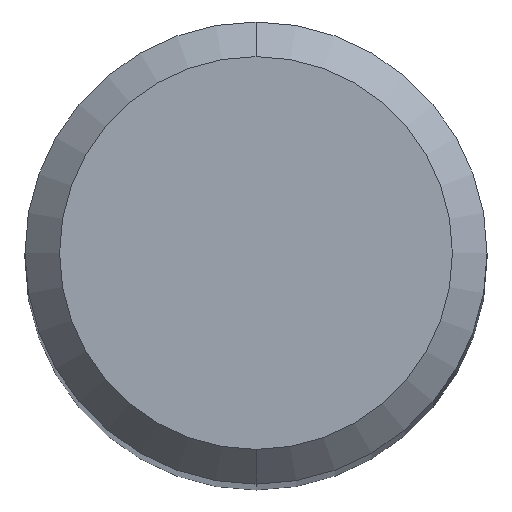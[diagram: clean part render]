
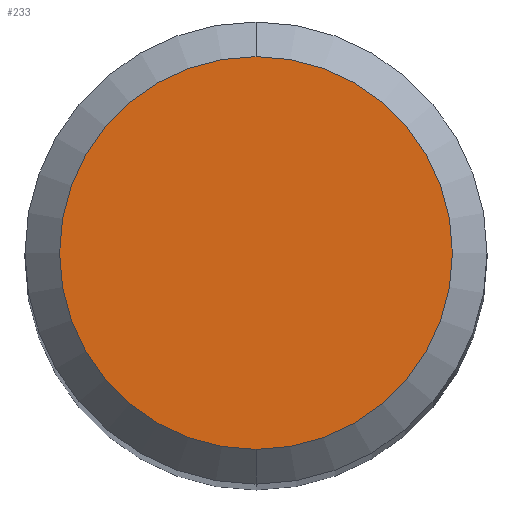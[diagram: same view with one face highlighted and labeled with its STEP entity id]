
A CAD part, top view. The second image highlights one B-rep face of the part: STEP entity #233.
In plain terms, the highlighted planar face has unit normal (0, 0, 1).
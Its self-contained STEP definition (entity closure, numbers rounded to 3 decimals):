
#197=EDGE_CURVE('',#199,#307,#505,.T.);
#199=VERTEX_POINT('',#507);
#233=ADVANCED_FACE('',(#541),#542,.T.);
#265=EDGE_CURVE('',#307,#199,#576,.T.);
#307=VERTEX_POINT('',#622);
#505=CIRCLE('',#858,1.7);
#507=CARTESIAN_POINT('',(0.,-1.7,0.0));
#541=FACE_OUTER_BOUND('',#939,.T.);
#542=PLANE('',#940);
#576=CIRCLE('',#1035,1.7);
#622=CARTESIAN_POINT('',(0.0,1.7,0.0));
#858=AXIS2_PLACEMENT_3D('',#1460,#1461,#1462);
#939=EDGE_LOOP('',(#1478,#1479));
#940=AXIS2_PLACEMENT_3D('',#1480,#1481,#1482);
#1035=AXIS2_PLACEMENT_3D('',#1512,#1513,#1514);
#1460=CARTESIAN_POINT('',(0.0,0.0,0.0));
#1461=DIRECTION('',(0.0,0.0,-1.0));
#1462=DIRECTION('',(0.0,1.0,0.0));
#1478=ORIENTED_EDGE('',*,*,#265,.F.);
#1479=ORIENTED_EDGE('',*,*,#197,.F.);
#1480=CARTESIAN_POINT('',(0.0,0.85,0.0));
#1481=DIRECTION('',(-0.0,0.0,1.0));
#1482=DIRECTION('',(0.0,-1.0,0.0));
#1512=CARTESIAN_POINT('',(0.0,0.0,0.0));
#1513=DIRECTION('',(0.0,0.0,-1.0));
#1514=DIRECTION('',(0.0,1.0,0.0));
